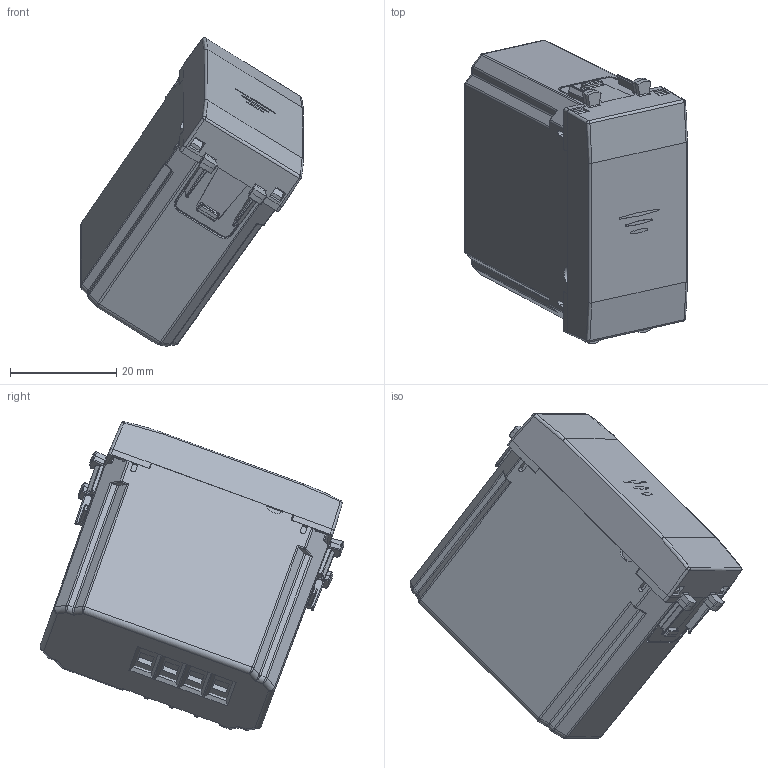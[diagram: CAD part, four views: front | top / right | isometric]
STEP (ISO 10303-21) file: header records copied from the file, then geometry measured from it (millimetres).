
FILE_DESCRIPTION(('CATIA V5 STEP Exchange'),'2;1');
FILE_NAME('441001S.stp','2024-02-23T07:20:56+00:00',('none'),('none'),'CATIA Version 5-6 Release 2016 SP6','CATIA V5 STEP AP203','none');
FILE_SCHEMA(('CONFIG_CONTROL_DESIGN'));
Products named in the file (1): 44X001S
Assembly tree (4 placements, depth 2):
  44X001S
    #57
    #13165
    #39401
    #41156
Bounding box: 41.91 x 57.22 x 58.1 mm (x, y, z)
Volume: 14597.8 mm3; surface area: 19720.2 mm2
Topology: 5 solids, 5 shells, 1072 faces, 2864 edges, 1772 vertices
Faces by surface type: plane 522, cylinder 354, bspline 112, cone 44, sphere 28, revolution 8, torus 4
Entity records: 43239 total; most frequent: CARTESIAN_POINT 19912, ORIENTED_EDGE 5624, DIRECTION 3375, EDGE_CURVE 2812, VERTEX_POINT 1767, VECTOR 1556, LINE 1556, EDGE_LOOP 1119
